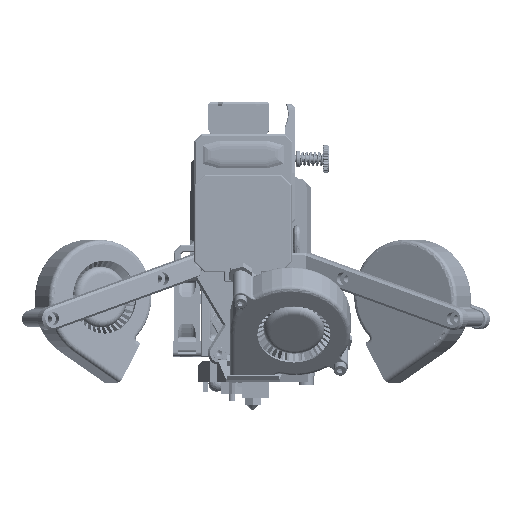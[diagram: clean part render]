
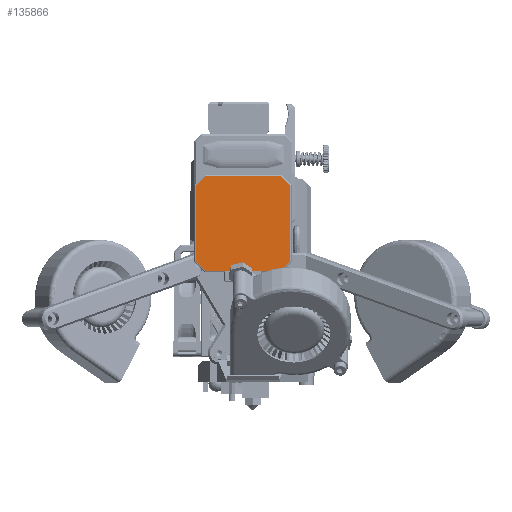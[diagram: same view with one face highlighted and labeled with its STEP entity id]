
A CAD part, top view. The second image highlights one B-rep face of the part: STEP entity #135866.
In plain terms, the highlighted face is planar.
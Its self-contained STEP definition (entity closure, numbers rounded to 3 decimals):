
#12698=FACE_OUTER_BOUND('',#20814,.T.);
#20814=EDGE_LOOP('',(#89337,#89338,#89339,#89340,#89341,#89342,#89343,#89344));
#29539=LINE('',#197108,#42449);
#29540=LINE('',#197110,#42450);
#29541=LINE('',#197112,#42451);
#29542=LINE('',#197114,#42452);
#29543=LINE('',#197116,#42453);
#29544=LINE('',#197118,#42454);
#29545=LINE('',#197120,#42455);
#29546=LINE('',#197121,#42456);
#42449=VECTOR('',#157987,1000.);
#42450=VECTOR('',#157988,1000.);
#42451=VECTOR('',#157989,1000.);
#42452=VECTOR('',#157990,1000.);
#42453=VECTOR('',#157991,1000.);
#42454=VECTOR('',#157992,1000.);
#42455=VECTOR('',#157993,1000.);
#42456=VECTOR('',#157994,1000.);
#55347=VERTEX_POINT('',#197106);
#55348=VERTEX_POINT('',#197107);
#55349=VERTEX_POINT('',#197109);
#55350=VERTEX_POINT('',#197111);
#55351=VERTEX_POINT('',#197113);
#55352=VERTEX_POINT('',#197115);
#55353=VERTEX_POINT('',#197117);
#55354=VERTEX_POINT('',#197119);
#68515=EDGE_CURVE('',#55347,#55348,#29539,.T.);
#68516=EDGE_CURVE('',#55348,#55349,#29540,.T.);
#68517=EDGE_CURVE('',#55349,#55350,#29541,.T.);
#68518=EDGE_CURVE('',#55350,#55351,#29542,.T.);
#68519=EDGE_CURVE('',#55351,#55352,#29543,.T.);
#68520=EDGE_CURVE('',#55352,#55353,#29544,.T.);
#68521=EDGE_CURVE('',#55353,#55354,#29545,.T.);
#68522=EDGE_CURVE('',#55354,#55347,#29546,.T.);
#89337=ORIENTED_EDGE('',*,*,#68515,.T.);
#89338=ORIENTED_EDGE('',*,*,#68516,.T.);
#89339=ORIENTED_EDGE('',*,*,#68517,.T.);
#89340=ORIENTED_EDGE('',*,*,#68518,.T.);
#89341=ORIENTED_EDGE('',*,*,#68519,.T.);
#89342=ORIENTED_EDGE('',*,*,#68520,.T.);
#89343=ORIENTED_EDGE('',*,*,#68521,.T.);
#89344=ORIENTED_EDGE('',*,*,#68522,.T.);
#130883=PLANE('',#144831);
#135866=ADVANCED_FACE('',(#12698),#130883,.F.);
#144831=AXIS2_PLACEMENT_3D('',#197105,#157985,#157986);
#157985=DIRECTION('center_axis',(0.,0.,
1.));
#157986=DIRECTION('ref_axis',(1.,0.,0.));
#157987=DIRECTION('',(0.,-1.,0.));
#157988=DIRECTION('',(-0.707,-0.707,0.));
#157989=DIRECTION('',(-1.,0.,0.));
#157990=DIRECTION('',(-0.707,0.707,0.));
#157991=DIRECTION('',(0.,1.,0.));
#157992=DIRECTION('',(0.707,0.707,0.));
#157993=DIRECTION('',(1.,0.,0.));
#157994=DIRECTION('',(0.707,-0.707,0.));
#197105=CARTESIAN_POINT('Origin',(0.,0.,0.));
#197106=CARTESIAN_POINT('',(20.5,16.393,0.));
#197107=CARTESIAN_POINT('',(20.5,-16.393,0.));
#197108=CARTESIAN_POINT('',(20.5,0.,0.));
#197109=CARTESIAN_POINT('',(16.393,-20.5,0.));
#197110=CARTESIAN_POINT('',(16.246,-20.646,0.));
#197111=CARTESIAN_POINT('',(-16.393,-20.5,0.));
#197112=CARTESIAN_POINT('',(0.,-20.5,0.));
#197113=CARTESIAN_POINT('',(-20.5,-16.393,0.));
#197114=CARTESIAN_POINT('',(-20.646,-16.246,0.));
#197115=CARTESIAN_POINT('',(-20.5,16.393,0.));
#197116=CARTESIAN_POINT('',(-20.5,0.,0.));
#197117=CARTESIAN_POINT('',(-16.393,20.5,0.));
#197118=CARTESIAN_POINT('',(-16.246,20.646,0.));
#197119=CARTESIAN_POINT('',(16.393,20.5,0.));
#197120=CARTESIAN_POINT('',(0.,20.5,0.));
#197121=CARTESIAN_POINT('',(20.646,16.246,0.));
